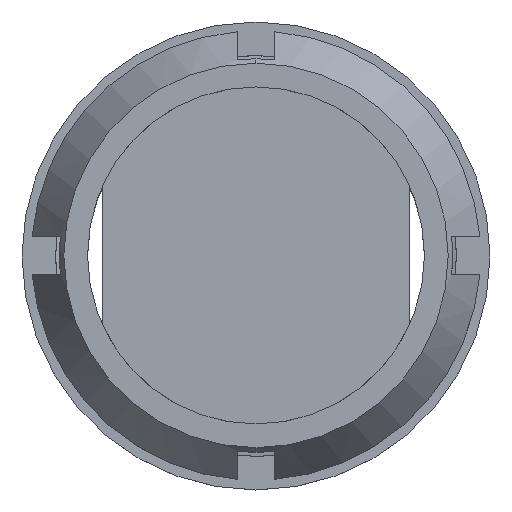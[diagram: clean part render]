
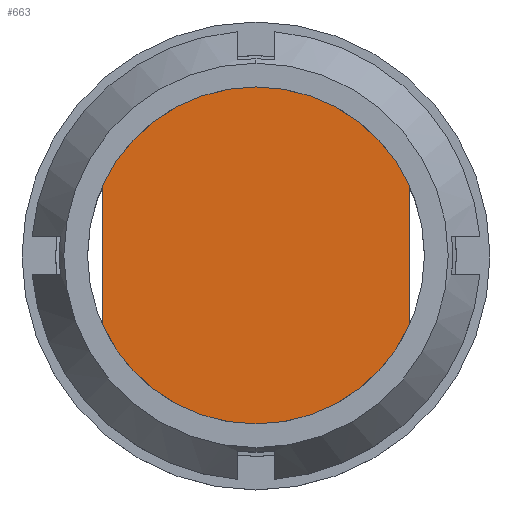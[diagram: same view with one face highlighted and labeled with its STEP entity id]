
A CAD part, top view. The second image highlights one B-rep face of the part: STEP entity #663.
In plain terms, the highlighted planar face has unit normal (0, 0, 1).
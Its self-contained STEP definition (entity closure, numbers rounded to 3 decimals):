
#574 = VERTEX_POINT('',#575);
#575 = CARTESIAN_POINT('',(-4.1,-1.855,16.49));
#581 = EDGE_CURVE('',#582,#574,#584,.T.);
#582 = VERTEX_POINT('',#583);
#583 = CARTESIAN_POINT('',(-4.1,1.855,16.49));
#584 = LINE('',#585,#586);
#585 = CARTESIAN_POINT('',(-4.1,1.855,16.49));
#586 = VECTOR('',#587,1.);
#587 = DIRECTION('',(0.,-1.,-0.));
#606 = VERTEX_POINT('',#607);
#607 = CARTESIAN_POINT('',(4.1,1.855,16.49));
#613 = EDGE_CURVE('',#614,#606,#616,.T.);
#614 = VERTEX_POINT('',#615);
#615 = CARTESIAN_POINT('',(4.1,-1.855,16.49));
#616 = LINE('',#617,#618);
#617 = CARTESIAN_POINT('',(4.1,-1.855,16.49));
#618 = VECTOR('',#619,1.);
#619 = DIRECTION('',(0.,1.,0.));
#652 = EDGE_CURVE('',#574,#614,#653,.T.);
#653 = CIRCLE('',#654,4.5);
#654 = AXIS2_PLACEMENT_3D('',#655,#656,#657);
#655 = CARTESIAN_POINT('',(0.,0.,16.49));
#656 = DIRECTION('',(0.,0.,1.));
#657 = DIRECTION('',(1.,0.,0.));
#663 = ADVANCED_FACE('',(#664),#676,.T.);
#664 = FACE_BOUND('',#665,.T.);
#665 = EDGE_LOOP('',(#666,#667,#668,#669));
#666 = ORIENTED_EDGE('',*,*,#581,.T.);
#667 = ORIENTED_EDGE('',*,*,#652,.T.);
#668 = ORIENTED_EDGE('',*,*,#613,.T.);
#669 = ORIENTED_EDGE('',*,*,#670,.T.);
#670 = EDGE_CURVE('',#606,#582,#671,.T.);
#671 = CIRCLE('',#672,4.5);
#672 = AXIS2_PLACEMENT_3D('',#673,#674,#675);
#673 = CARTESIAN_POINT('',(0.,0.,16.49));
#674 = DIRECTION('',(0.,0.,1.));
#675 = DIRECTION('',(1.,0.,0.));
#676 = PLANE('',#677);
#677 = AXIS2_PLACEMENT_3D('',#678,#679,#680);
#678 = CARTESIAN_POINT('',(0.,0.,16.49));
#679 = DIRECTION('',(0.,0.,1.));
#680 = DIRECTION('',(0.,-1.,-0.));
